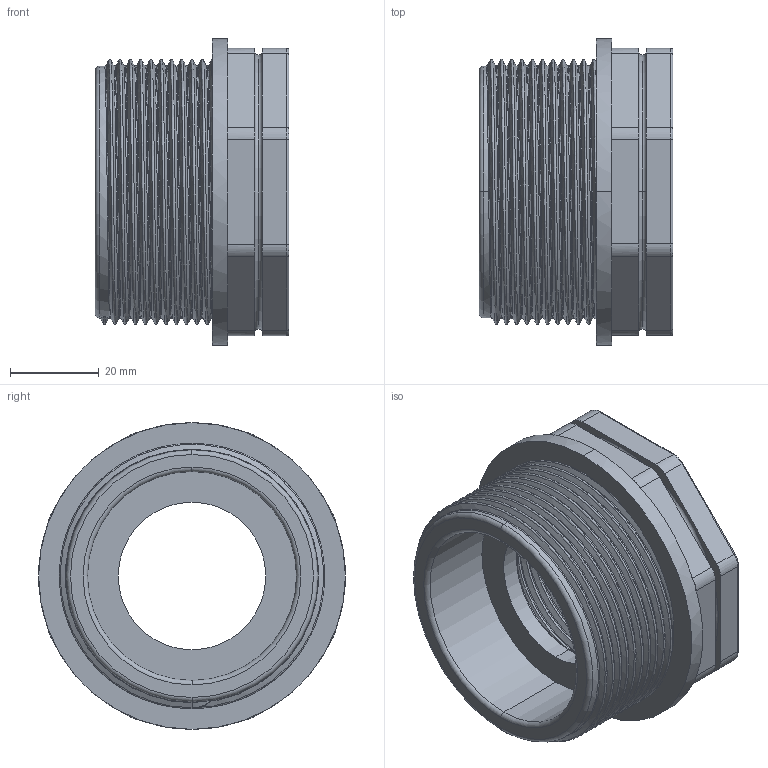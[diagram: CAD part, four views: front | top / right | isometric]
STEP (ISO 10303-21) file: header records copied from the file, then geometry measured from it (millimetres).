
FILE_DESCRIPTION (( 'STEP AP203' ), '1' );
FILE_NAME ('00234_1509.STEP', '2017-05-17T14:10:45', ( '' ), ( '' ), 'SwSTEP 2.0', 'SolidWorks 2011', '' );
FILE_SCHEMA (( 'CONFIG_CONTROL_DESIGN' ));
Length unit declared in the file: millimetre
Products named in the file (1): 00234_1509
Bounding box: 43.6 x 69 x 69 mm (x, y, z)
Volume: 67314.5 mm3; surface area: 25231.2 mm2
Topology: 1 solids, 1 shells, 150 faces, 374 edges, 231 vertices
Faces by surface type: cylinder 71, plane 39, torus 26, bspline 10, cone 4
Entity records: 13343 total; most frequent: CARTESIAN_POINT 9911, ORIENTED_EDGE 748, DIRECTION 697, EDGE_CURVE 374, AXIS2_PLACEMENT_3D 288, VERTEX_POINT 231, EDGE_LOOP 157, FACE_OUTER_BOUND 150
